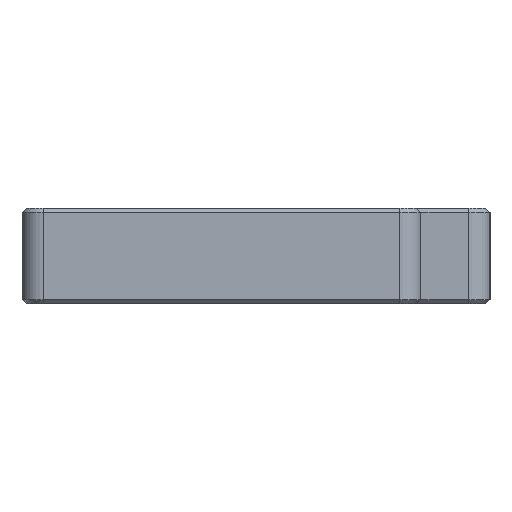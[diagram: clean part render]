
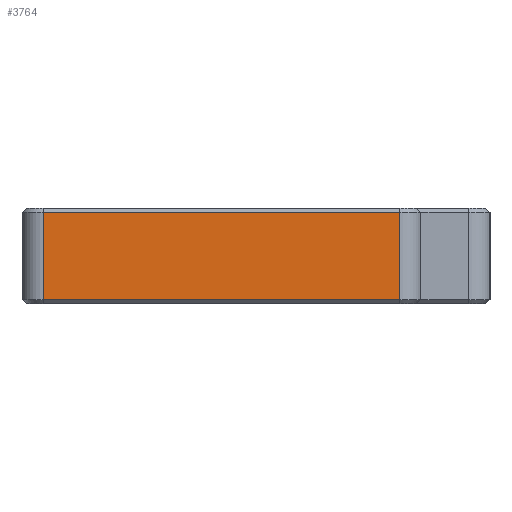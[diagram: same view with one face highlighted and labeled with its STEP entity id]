
A CAD part, left-side view. The second image highlights one B-rep face of the part: STEP entity #3764.
In plain terms, the highlighted planar face has unit normal (-1, 0, 0).
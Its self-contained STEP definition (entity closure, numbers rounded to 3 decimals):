
#152=LINE('',#5742,#488);
#183=LINE('',#5825,#519);
#184=LINE('',#5829,#520);
#185=LINE('',#5830,#521);
#488=VECTOR('',#4485,10.);
#519=VECTOR('',#4568,10.);
#520=VECTOR('',#4573,10.);
#521=VECTOR('',#4574,10.);
#878=FACE_OUTER_BOUND('',#1112,.T.);
#1112=EDGE_LOOP('',(#2588,#2589,#2590,#2591));
#1595=VERTEX_POINT('',#5735);
#1597=VERTEX_POINT('',#5741);
#1623=VERTEX_POINT('',#5824);
#1624=VERTEX_POINT('',#5828);
#1953=EDGE_CURVE('',#1595,#1597,#152,.T.);
#1995=EDGE_CURVE('',#1597,#1623,#183,.T.);
#1997=EDGE_CURVE('',#1624,#1595,#184,.T.);
#1998=EDGE_CURVE('',#1623,#1624,#185,.T.);
#2588=ORIENTED_EDGE('',*,*,#1953,.F.);
#2589=ORIENTED_EDGE('',*,*,#1997,.F.);
#2590=ORIENTED_EDGE('',*,*,#1998,.F.);
#2591=ORIENTED_EDGE('',*,*,#1995,.F.);
#3660=PLANE('',#4020);
#3764=ADVANCED_FACE('',(#878),#3660,.T.);
#4020=AXIS2_PLACEMENT_3D('',#5827,#4571,#4572);
#4485=DIRECTION('',(0.,1.,0.));
#4568=DIRECTION('',(0.,0.,1.));
#4571=DIRECTION('center_axis',(-1.,0.,0.));
#4572=DIRECTION('ref_axis',(0.,-1.,0.));
#4573=DIRECTION('',(0.,0.,-1.));
#4574=DIRECTION('',(0.,-1.,0.));
#5735=CARTESIAN_POINT('',(-69.5,-16.5,0.4));
#5741=CARTESIAN_POINT('',(-69.5,17.,0.4));
#5742=CARTESIAN_POINT('',(-69.5,8.,0.4));
#5824=CARTESIAN_POINT('',(-69.5,17.,8.6));
#5825=CARTESIAN_POINT('',(-69.5,17.,0.));
#5827=CARTESIAN_POINT('Origin',(-69.5,19.,0.));
#5828=CARTESIAN_POINT('',(-69.5,-16.5,8.6));
#5829=CARTESIAN_POINT('',(-69.5,-16.5,4.5));
#5830=CARTESIAN_POINT('',(-69.5,8.,8.6));
